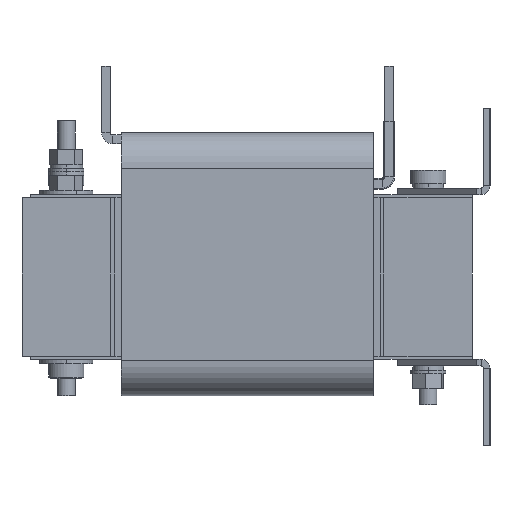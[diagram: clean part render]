
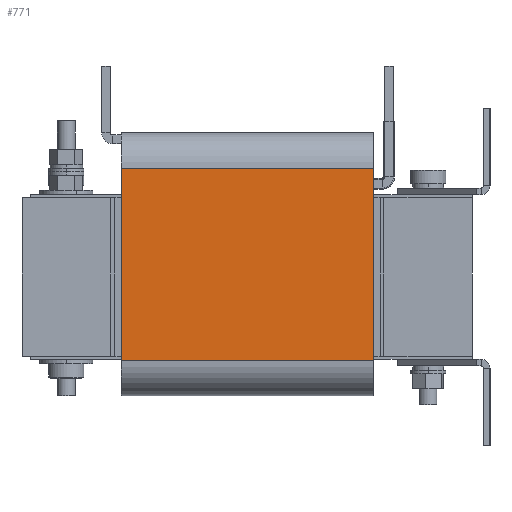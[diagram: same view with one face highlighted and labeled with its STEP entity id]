
A CAD part, left-side view. The second image highlights one B-rep face of the part: STEP entity #771.
In plain terms, the highlighted planar face has unit normal (-1, 0, 0).
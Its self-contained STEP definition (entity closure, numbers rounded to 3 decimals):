
#82 = LINE ( 'NONE', #967, #13454 ) ;
#178 = ORIENTED_EDGE ( 'NONE', *, *, #8367, .T. ) ;
#403 = DIRECTION ( 'NONE',  ( 0., 0., 1. ) ) ;
#764 = EDGE_LOOP ( 'NONE', ( #13131, #6435, #2208, #178 ) ) ;
#771 = ADVANCED_FACE ( 'Defeature ausgef�hrt3_27', ( #9955 ), #9494, .F. ) ;
#967 = CARTESIAN_POINT ( 'NONE',  ( -119., 57., -37.75 ) ) ;
#1597 = DIRECTION ( 'NONE',  ( 0., -1., 0. ) ) ;
#1994 = LINE ( 'NONE', #3617, #6303 ) ;
#2208 = ORIENTED_EDGE ( 'NONE', *, *, #11432, .F. ) ;
#2623 = AXIS2_PLACEMENT_3D ( 'NONE', #13841, #4034, #7284 ) ;
#3239 = VECTOR ( 'NONE', #10548, 1000. ) ;
#3505 = EDGE_CURVE ( 'Defeature ausgef�hrt3_20+Defeature ausgef�hrt3_27+Defeature ausgef�hrt3_18+Defeature ausgef�hrt3_19', #5103, #5171, #3924, .T. ) ;
#3617 = CARTESIAN_POINT ( 'NONE',  ( -119., -57., -37.75 ) ) ;
#3820 = CARTESIAN_POINT ( 'NONE',  ( -119., -57., 49.25 ) ) ;
#3924 = LINE ( 'NONE', #7139, #3239 ) ;
#4034 = DIRECTION ( 'NONE',  ( 1., 0., 0. ) ) ;
#4100 = EDGE_CURVE ( 'Defeature ausgef�hrt3_27+Defeature ausgef�hrt3_19+Defeature ausgef�hrt3_26+Defeature ausgef�hrt3_20', #9834, #5171, #1994, .T. ) ;
#4432 = DIRECTION ( 'NONE',  ( 0., 0., 1. ) ) ;
#5103 = VERTEX_POINT ( 'NONE', #13117 ) ;
#5171 = VERTEX_POINT ( 'NONE', #3820 ) ;
#6303 = VECTOR ( 'NONE', #403, 1000. ) ;
#6435 = ORIENTED_EDGE ( 'NONE', *, *, #3505, .F. ) ;
#7139 = CARTESIAN_POINT ( 'NONE',  ( -119., 57., 49.25 ) ) ;
#7284 = DIRECTION ( 'NONE',  ( 0., 0., -1. ) ) ;
#8367 = EDGE_CURVE ( 'Defeature ausgef�hrt3_27+Defeature ausgef�hrt3_26+Defeature ausgef�hrt3_18+Defeature ausgef�hrt3_19', #13397, #9834, #12795, .T. ) ;
#9202 = VECTOR ( 'NONE', #1597, 1000. ) ;
#9494 = PLANE ( 'NONE',  #2623 ) ;
#9834 = VERTEX_POINT ( 'NONE', #11293 ) ;
#9955 = FACE_OUTER_BOUND ( 'NONE', #764, .T. ) ;
#10548 = DIRECTION ( 'NONE',  ( 0., -1., 0. ) ) ;
#11293 = CARTESIAN_POINT ( 'NONE',  ( -119., -57., -37.75 ) ) ;
#11432 = EDGE_CURVE ( 'Defeature ausgef�hrt3_18+Defeature ausgef�hrt3_27+Defeature ausgef�hrt3_26+Defeature ausgef�hrt3_20', #13397, #5103, #82, .T. ) ;
#12057 = CARTESIAN_POINT ( 'NONE',  ( -119., 57., -37.75 ) ) ;
#12795 = LINE ( 'NONE', #13628, #9202 ) ;
#13117 = CARTESIAN_POINT ( 'NONE',  ( -119., 57., 49.25 ) ) ;
#13131 = ORIENTED_EDGE ( 'NONE', *, *, #4100, .T. ) ;
#13397 = VERTEX_POINT ( 'NONE', #12057 ) ;
#13454 = VECTOR ( 'NONE', #4432, 1000. ) ;
#13628 = CARTESIAN_POINT ( 'NONE',  ( -119., 57., -37.75 ) ) ;
#13841 = CARTESIAN_POINT ( 'NONE',  ( -119., 57., -37.75 ) ) ;
